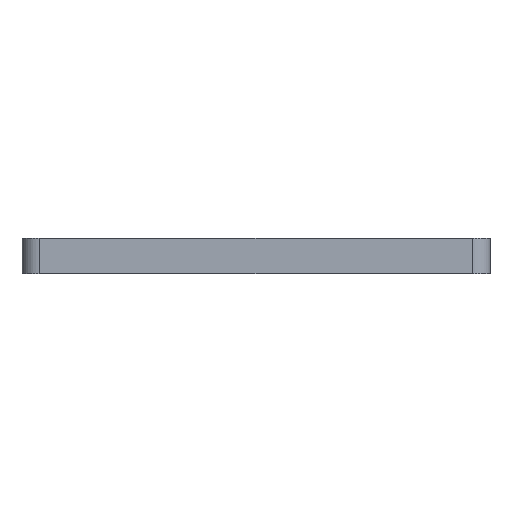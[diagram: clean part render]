
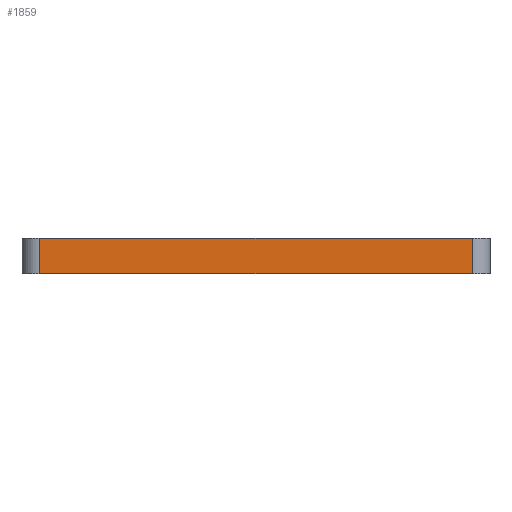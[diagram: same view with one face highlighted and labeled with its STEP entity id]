
A CAD part, front view. The second image highlights one B-rep face of the part: STEP entity #1859.
In plain terms, the highlighted planar face has unit normal (0, -1, 0).
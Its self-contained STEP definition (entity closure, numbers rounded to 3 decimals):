
#32 = B_SPLINE_SURFACE_WITH_KNOTS('',3,3,(
    (#33,#34,#35,#36)
    ,(#37,#38,#39,#40)
    ,(#41,#42,#43,#44)
    ,(#45,#46,#47,#48
    )),.UNSPECIFIED.,.F.,.F.,.F.,(4,4),(4,4),(-44.568,
    47.122),(-34.847,37.772),
  .PIECEWISE_BEZIER_KNOTS.);
#33 = CARTESIAN_POINT('',(-80.726,-18.245,0.));
#34 = CARTESIAN_POINT('',(-85.155,5.553,0.));
#35 = CARTESIAN_POINT('',(-89.583,29.351,0.));
#36 = CARTESIAN_POINT('',(-94.012,53.149,0.));
#37 = CARTESIAN_POINT('',(-50.678,-12.653,0.));
#38 = CARTESIAN_POINT('',(-55.107,11.145,0.));
#39 = CARTESIAN_POINT('',(-59.536,34.943,0.));
#40 = CARTESIAN_POINT('',(-63.964,58.74,0.));
#41 = CARTESIAN_POINT('',(-20.631,-7.062,0.));
#42 = CARTESIAN_POINT('',(-25.059,16.736,0.));
#43 = CARTESIAN_POINT('',(-29.488,40.534,0.));
#44 = CARTESIAN_POINT('',(-33.917,64.332,0.));
#45 = CARTESIAN_POINT('',(9.417,-1.47,0.));
#46 = CARTESIAN_POINT('',(4.988,22.328,0.));
#47 = CARTESIAN_POINT('',(0.56,46.126,0.));
#48 = CARTESIAN_POINT('',(-3.869,69.923,0.));
#68 = VERTEX_POINT('',#69);
#69 = CARTESIAN_POINT('',(-77.,0.,0.));
#131 = CYLINDRICAL_SURFACE('',#132,3.);
#132 = AXIS2_PLACEMENT_3D('',#133,#134,#135);
#133 = CARTESIAN_POINT('',(-77.,3.,0.));
#134 = DIRECTION('',(0.,0.,1.));
#135 = DIRECTION('',(-1.,0.,0.));
#167 = EDGE_CURVE('',#168,#68,#170,.T.);
#168 = VERTEX_POINT('',#169);
#169 = CARTESIAN_POINT('',(-3.,0.,0.));
#170 = SURFACE_CURVE('',#171,(#175,#186),.PCURVE_S1.);
#171 = LINE('',#172,#173);
#172 = CARTESIAN_POINT('',(0.,0.,0.));
#173 = VECTOR('',#174,1.);
#174 = DIRECTION('',(-1.,0.,0.));
#175 = PCURVE('',#32,#176);
#176 = DEFINITIONAL_REPRESENTATION('',(#177),#185);
#177 = B_SPLINE_CURVE_WITH_KNOTS('',6,(#178,#179,#180,#181,#182,#183,
    #184),.UNSPECIFIED.,.F.,.F.,(7,7),(0.,80.),
  .PIECEWISE_BEZIER_KNOTS.);
#178 = CARTESIAN_POINT('',(38.134,-31.679));
#179 = CARTESIAN_POINT('',(25.025,-29.24));
#180 = CARTESIAN_POINT('',(11.917,-26.801));
#181 = CARTESIAN_POINT('',(-1.191,-24.361));
#182 = CARTESIAN_POINT('',(-14.3,-21.922));
#183 = CARTESIAN_POINT('',(-27.408,-19.483));
#184 = CARTESIAN_POINT('',(-40.516,-17.043));
#185 = ( GEOMETRIC_REPRESENTATION_CONTEXT(2) 
PARAMETRIC_REPRESENTATION_CONTEXT() REPRESENTATION_CONTEXT('2D SPACE',''
  ) );
#186 = PCURVE('',#187,#192);
#187 = PLANE('',#188);
#188 = AXIS2_PLACEMENT_3D('',#189,#190,#191);
#189 = CARTESIAN_POINT('',(0.,0.,0.));
#190 = DIRECTION('',(0.,-1.,0.));
#191 = DIRECTION('',(-1.,0.,0.));
#192 = DEFINITIONAL_REPRESENTATION('',(#193),#197);
#193 = LINE('',#194,#195);
#194 = CARTESIAN_POINT('',(0.,-0.));
#195 = VECTOR('',#196,1.);
#196 = DIRECTION('',(1.,0.));
#197 = ( GEOMETRIC_REPRESENTATION_CONTEXT(2) 
PARAMETRIC_REPRESENTATION_CONTEXT() REPRESENTATION_CONTEXT('2D SPACE',''
  ) );
#263 = CYLINDRICAL_SURFACE('',#264,3.);
#264 = AXIS2_PLACEMENT_3D('',#265,#266,#267);
#265 = CARTESIAN_POINT('',(-3.,3.,0.));
#266 = DIRECTION('',(0.,0.,1.));
#267 = DIRECTION('',(0.,-1.,0.));
#1552 = B_SPLINE_SURFACE_WITH_KNOTS('',3,3,(
    (#1553,#1554,#1555,#1556)
    ,(#1557,#1558,#1559,#1560)
    ,(#1561,#1562,#1563,#1564)
    ,(#1565,#1566,#1567,#1568
    )),.UNSPECIFIED.,.F.,.F.,.F.,(4,4),(4,4),(-44.568,
    47.122),(-34.847,37.772),
  .PIECEWISE_BEZIER_KNOTS.);
#1553 = CARTESIAN_POINT('',(-80.726,-18.245,6.));
#1554 = CARTESIAN_POINT('',(-85.155,5.553,6.));
#1555 = CARTESIAN_POINT('',(-89.583,29.351,6.));
#1556 = CARTESIAN_POINT('',(-94.012,53.149,6.));
#1557 = CARTESIAN_POINT('',(-50.678,-12.653,6.));
#1558 = CARTESIAN_POINT('',(-55.107,11.145,6.));
#1559 = CARTESIAN_POINT('',(-59.536,34.943,6.));
#1560 = CARTESIAN_POINT('',(-63.964,58.74,6.));
#1561 = CARTESIAN_POINT('',(-20.631,-7.062,6.));
#1562 = CARTESIAN_POINT('',(-25.059,16.736,6.));
#1563 = CARTESIAN_POINT('',(-29.488,40.534,6.));
#1564 = CARTESIAN_POINT('',(-33.917,64.332,6.));
#1565 = CARTESIAN_POINT('',(9.417,-1.47,6.));
#1566 = CARTESIAN_POINT('',(4.988,22.328,6.));
#1567 = CARTESIAN_POINT('',(0.56,46.126,6.));
#1568 = CARTESIAN_POINT('',(-3.869,69.923,6.));
#1622 = EDGE_CURVE('',#68,#1623,#1625,.T.);
#1623 = VERTEX_POINT('',#1624);
#1624 = CARTESIAN_POINT('',(-77.,0.,6.));
#1625 = SURFACE_CURVE('',#1626,(#1630,#1637),.PCURVE_S1.);
#1626 = LINE('',#1627,#1628);
#1627 = CARTESIAN_POINT('',(-77.,0.,0.));
#1628 = VECTOR('',#1629,1.);
#1629 = DIRECTION('',(0.,0.,1.));
#1630 = PCURVE('',#131,#1631);
#1631 = DEFINITIONAL_REPRESENTATION('',(#1632),#1636);
#1632 = LINE('',#1633,#1634);
#1633 = CARTESIAN_POINT('',(1.571,0.));
#1634 = VECTOR('',#1635,1.);
#1635 = DIRECTION('',(0.,1.));
#1636 = ( GEOMETRIC_REPRESENTATION_CONTEXT(2) 
PARAMETRIC_REPRESENTATION_CONTEXT() REPRESENTATION_CONTEXT('2D SPACE',''
  ) );
#1637 = PCURVE('',#187,#1638);
#1638 = DEFINITIONAL_REPRESENTATION('',(#1639),#1643);
#1639 = LINE('',#1640,#1641);
#1640 = CARTESIAN_POINT('',(77.,0.));
#1641 = VECTOR('',#1642,1.);
#1642 = DIRECTION('',(0.,-1.));
#1643 = ( GEOMETRIC_REPRESENTATION_CONTEXT(2) 
PARAMETRIC_REPRESENTATION_CONTEXT() REPRESENTATION_CONTEXT('2D SPACE',''
  ) );
#1859 = ADVANCED_FACE('',(#1860),#187,.T.);
#1860 = FACE_BOUND('',#1861,.T.);
#1861 = EDGE_LOOP('',(#1862,#1863,#1886,#1911));
#1862 = ORIENTED_EDGE('',*,*,#167,.F.);
#1863 = ORIENTED_EDGE('',*,*,#1864,.T.);
#1864 = EDGE_CURVE('',#168,#1865,#1867,.T.);
#1865 = VERTEX_POINT('',#1866);
#1866 = CARTESIAN_POINT('',(-3.,0.,6.));
#1867 = SURFACE_CURVE('',#1868,(#1872,#1879),.PCURVE_S1.);
#1868 = LINE('',#1869,#1870);
#1869 = CARTESIAN_POINT('',(-3.,0.,0.));
#1870 = VECTOR('',#1871,1.);
#1871 = DIRECTION('',(0.,0.,1.));
#1872 = PCURVE('',#187,#1873);
#1873 = DEFINITIONAL_REPRESENTATION('',(#1874),#1878);
#1874 = LINE('',#1875,#1876);
#1875 = CARTESIAN_POINT('',(3.,0.));
#1876 = VECTOR('',#1877,1.);
#1877 = DIRECTION('',(0.,-1.));
#1878 = ( GEOMETRIC_REPRESENTATION_CONTEXT(2) 
PARAMETRIC_REPRESENTATION_CONTEXT() REPRESENTATION_CONTEXT('2D SPACE',''
  ) );
#1879 = PCURVE('',#263,#1880);
#1880 = DEFINITIONAL_REPRESENTATION('',(#1881),#1885);
#1881 = LINE('',#1882,#1883);
#1882 = CARTESIAN_POINT('',(0.,0.));
#1883 = VECTOR('',#1884,1.);
#1884 = DIRECTION('',(0.,1.));
#1885 = ( GEOMETRIC_REPRESENTATION_CONTEXT(2) 
PARAMETRIC_REPRESENTATION_CONTEXT() REPRESENTATION_CONTEXT('2D SPACE',''
  ) );
#1886 = ORIENTED_EDGE('',*,*,#1887,.T.);
#1887 = EDGE_CURVE('',#1865,#1623,#1888,.T.);
#1888 = SURFACE_CURVE('',#1889,(#1893,#1900),.PCURVE_S1.);
#1889 = LINE('',#1890,#1891);
#1890 = CARTESIAN_POINT('',(0.,0.,6.));
#1891 = VECTOR('',#1892,1.);
#1892 = DIRECTION('',(-1.,0.,0.));
#1893 = PCURVE('',#187,#1894);
#1894 = DEFINITIONAL_REPRESENTATION('',(#1895),#1899);
#1895 = LINE('',#1896,#1897);
#1896 = CARTESIAN_POINT('',(0.,-6.));
#1897 = VECTOR('',#1898,1.);
#1898 = DIRECTION('',(1.,0.));
#1899 = ( GEOMETRIC_REPRESENTATION_CONTEXT(2) 
PARAMETRIC_REPRESENTATION_CONTEXT() REPRESENTATION_CONTEXT('2D SPACE',''
  ) );
#1900 = PCURVE('',#1552,#1901);
#1901 = DEFINITIONAL_REPRESENTATION('',(#1902),#1910);
#1902 = B_SPLINE_CURVE_WITH_KNOTS('',6,(#1903,#1904,#1905,#1906,#1907,
    #1908,#1909),.UNSPECIFIED.,.F.,.F.,(7,7),(0.,80.),
  .PIECEWISE_BEZIER_KNOTS.);
#1903 = CARTESIAN_POINT('',(38.134,-31.679));
#1904 = CARTESIAN_POINT('',(25.025,-29.24));
#1905 = CARTESIAN_POINT('',(11.917,-26.801));
#1906 = CARTESIAN_POINT('',(-1.191,-24.361));
#1907 = CARTESIAN_POINT('',(-14.3,-21.922));
#1908 = CARTESIAN_POINT('',(-27.408,-19.483));
#1909 = CARTESIAN_POINT('',(-40.516,-17.043));
#1910 = ( GEOMETRIC_REPRESENTATION_CONTEXT(2) 
PARAMETRIC_REPRESENTATION_CONTEXT() REPRESENTATION_CONTEXT('2D SPACE',''
  ) );
#1911 = ORIENTED_EDGE('',*,*,#1622,.F.);
